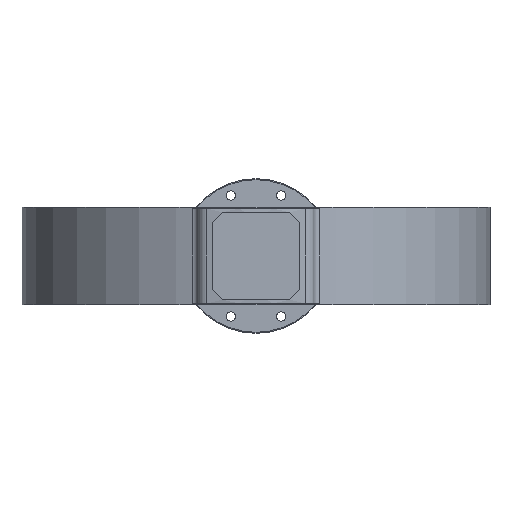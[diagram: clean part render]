
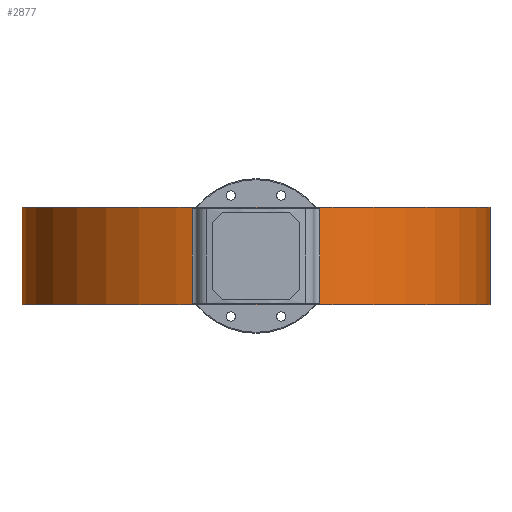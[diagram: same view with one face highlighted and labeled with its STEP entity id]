
A CAD part, front view. The second image highlights one B-rep face of the part: STEP entity #2877.
In plain terms, the highlighted cylindrical face has radius 454 mm (diameter 908 mm), a partial arc.
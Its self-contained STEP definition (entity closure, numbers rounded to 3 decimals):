
#107 = EDGE_CURVE ( 'NONE', #2002, #2014, #2288, .T. ) ;
#109 = EDGE_CURVE ( 'NONE', #2012, #2015, #2296, .T. ) ;
#164 = EDGE_CURVE ( 'NONE', #2012, #2002, #2354, .T. ) ;
#165 = EDGE_CURVE ( 'NONE', #2015, #2014, #2356, .T. ) ;
#166 = EDGE_CURVE ( 'NONE', #2054, #2059, #2358, .T. ) ;
#167 = EDGE_CURVE ( 'NONE', #2054, #2062, #2357, .T. ) ;
#168 = EDGE_CURVE ( 'NONE', #2062, #2063, #2359, .T. ) ;
#169 = EDGE_CURVE ( 'NONE', #2063, #2059, #2362, .T. ) ;
#746 = DIRECTION ( 'NONE',  ( 0., 0., -1. ) ) ;
#747 = CARTESIAN_POINT ( 'NONE',  ( 0., 0., 95. ) ) ;
#748 = DIRECTION ( 'NONE',  ( 0., 0., 1. ) ) ;
#749 = DIRECTION ( 'NONE',  ( 1., 0., 0. ) ) ;
#750 = DIRECTION ( 'NONE',  ( 0., 0., 1. ) ) ;
#751 = CARTESIAN_POINT ( 'NONE',  ( 0., 0., -95. ) ) ;
#752 = DIRECTION ( 'NONE',  ( 0., 0., 1. ) ) ;
#753 = DIRECTION ( 'NONE',  ( 1., 0., 0. ) ) ;
#754 = CARTESIAN_POINT ( 'NONE',  ( -123.422, -436.902, 95. ) ) ;
#755 = CARTESIAN_POINT ( 'NONE',  ( 0., 0., -92. ) ) ;
#756 = DIRECTION ( 'NONE',  ( 0., 0., 1. ) ) ;
#757 = DIRECTION ( 'NONE',  ( 1., 0., 0. ) ) ;
#758 = CARTESIAN_POINT ( 'NONE',  ( 123.422, -436.902, 95. ) ) ;
#760 = CARTESIAN_POINT ( 'NONE',  ( 0., 0., 92. ) ) ;
#761 = DIRECTION ( 'NONE',  ( 0., 0., 1. ) ) ;
#762 = DIRECTION ( 'NONE',  ( 1., 0., 0. ) ) ;
#1235 = CARTESIAN_POINT ( 'NONE',  ( 454., 0., 95. ) ) ;
#1245 = CARTESIAN_POINT ( 'NONE',  ( -454., 0., 95. ) ) ;
#1247 = CARTESIAN_POINT ( 'NONE',  ( 454., 0., -95. ) ) ;
#1248 = CARTESIAN_POINT ( 'NONE',  ( -454., 0., -95. ) ) ;
#1287 = CARTESIAN_POINT ( 'NONE',  ( -123.422, -436.902, -92. ) ) ;
#1292 = CARTESIAN_POINT ( 'NONE',  ( 123.422, -436.902, -92. ) ) ;
#1295 = CARTESIAN_POINT ( 'NONE',  ( -123.422, -436.902, 92. ) ) ;
#1296 = CARTESIAN_POINT ( 'NONE',  ( 123.422, -436.902, 92. ) ) ;
#1468 = ORIENTED_EDGE ( 'NONE', *, *, #107, .F. ) ;
#1469 = ORIENTED_EDGE ( 'NONE', *, *, #164, .F. ) ;
#1470 = ORIENTED_EDGE ( 'NONE', *, *, #109, .T. ) ;
#1471 = ORIENTED_EDGE ( 'NONE', *, *, #165, .T. ) ;
#1472 = ORIENTED_EDGE ( 'NONE', *, *, #166, .F. ) ;
#1473 = ORIENTED_EDGE ( 'NONE', *, *, #167, .T. ) ;
#1474 = ORIENTED_EDGE ( 'NONE', *, *, #168, .T. ) ;
#1475 = ORIENTED_EDGE ( 'NONE', *, *, #169, .T. ) ;
#2002 = VERTEX_POINT ( 'NONE', #1235 ) ;
#2012 = VERTEX_POINT ( 'NONE', #1245 ) ;
#2014 = VERTEX_POINT ( 'NONE', #1247 ) ;
#2015 = VERTEX_POINT ( 'NONE', #1248 ) ;
#2054 = VERTEX_POINT ( 'NONE', #1287 ) ;
#2059 = VERTEX_POINT ( 'NONE', #1292 ) ;
#2062 = VERTEX_POINT ( 'NONE', #1295 ) ;
#2063 = VERTEX_POINT ( 'NONE', #1296 ) ;
#2288 = LINE ( 'NONE', #2765, #2295 ) ;
#2295 = VECTOR ( 'NONE', #2760, 1000. ) ;
#2296 = LINE ( 'NONE', #2769, #2298 ) ;
#2298 = VECTOR ( 'NONE', #2764, 1000. ) ;
#2354 = CIRCLE ( 'NONE', #3095, 454. ) ;
#2356 = CIRCLE ( 'NONE', #3096, 454. ) ;
#2357 = LINE ( 'NONE', #754, #2361 ) ;
#2358 = CIRCLE ( 'NONE', #3097, 454. ) ;
#2359 = CIRCLE ( 'NONE', #3098, 454. ) ;
#2361 = VECTOR ( 'NONE', #750, 1000. ) ;
#2362 = LINE ( 'NONE', #758, #2364 ) ;
#2364 = VECTOR ( 'NONE', #746, 1000. ) ;
#2760 = DIRECTION ( 'NONE',  ( 0., 0., -1. ) ) ;
#2764 = DIRECTION ( 'NONE',  ( 0., 0., -1. ) ) ;
#2765 = CARTESIAN_POINT ( 'NONE',  ( 454., 0., 95. ) ) ;
#2769 = CARTESIAN_POINT ( 'NONE',  ( -454., 0., 95. ) ) ;
#2877 = ADVANCED_FACE ( 'NONE', ( #4338, #4341 ), #4343, .T. ) ;
#3095 = AXIS2_PLACEMENT_3D ( 'NONE', #747, #748, #749 ) ;
#3096 = AXIS2_PLACEMENT_3D ( 'NONE', #751, #752, #753 ) ;
#3097 = AXIS2_PLACEMENT_3D ( 'NONE', #755, #756, #757 ) ;
#3098 = AXIS2_PLACEMENT_3D ( 'NONE', #760, #761, #762 ) ;
#3223 = EDGE_LOOP ( 'NONE', ( #1468, #1469, #1470, #1471 ) ) ;
#3282 = EDGE_LOOP ( 'NONE', ( #1472, #1473, #1474, #1475 ) ) ;
#4146 = AXIS2_PLACEMENT_3D ( 'NONE', #4935, #4936, #4934 ) ;
#4338 = FACE_OUTER_BOUND ( 'NONE', #3223, .T. ) ;
#4341 = FACE_BOUND ( 'NONE', #3282, .T. ) ;
#4343 = CYLINDRICAL_SURFACE ( 'NONE', #4146, 454. ) ;
#4934 = DIRECTION ( 'NONE',  ( -1., 0., 0. ) ) ;
#4935 = CARTESIAN_POINT ( 'NONE',  ( 0., 0., 95. ) ) ;
#4936 = DIRECTION ( 'NONE',  ( 0., 0., -1. ) ) ;
